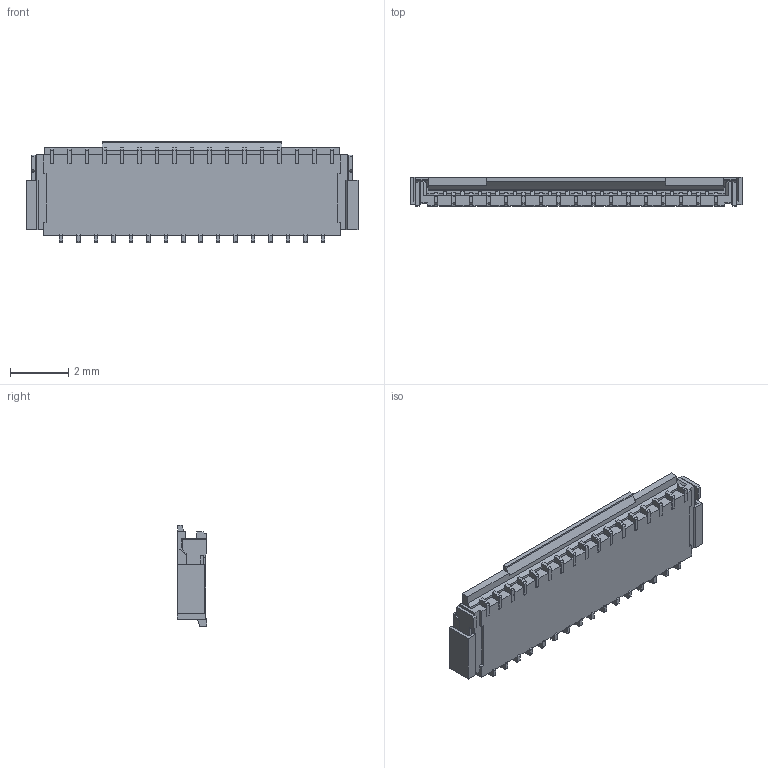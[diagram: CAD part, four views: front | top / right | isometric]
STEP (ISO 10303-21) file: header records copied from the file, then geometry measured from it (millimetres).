
FILE_DESCRIPTION((''),'2;1');
FILE_NAME('C-3-2328724-3','2018-05-15T',('workeradm'),('TE Connectivity Ltd.'),'CREO PARAMETRIC BY PTC INC, 2016050','CREO PARAMETRIC BY PTC INC, 2016050','');
FILE_SCHEMA(('AUTOMOTIVE_DESIGN { 1 0 10303 214 1 1 1 1 }'));
Length unit declared in the file: millimetre
Products named in the file (1): C-3-2328724-3
Bounding box: 11.4 x 1 x 3.48 mm (x, y, z)
Volume: 24.8 mm3; surface area: 159.5 mm2
Topology: 1 solids, 1 shells, 1068 faces, 3217 edges, 2116 vertices
Faces by surface type: plane 785, cylinder 283
Entity records: 36183 total; most frequent: CARTESIAN_POINT 6545, ORIENTED_EDGE 6434, DIRECTION 5885, EDGE_CURVE 3217, VECTOR 2613, LINE 2613, VERTEX_POINT 2116, AXIS2_PLACEMENT_3D 1636
